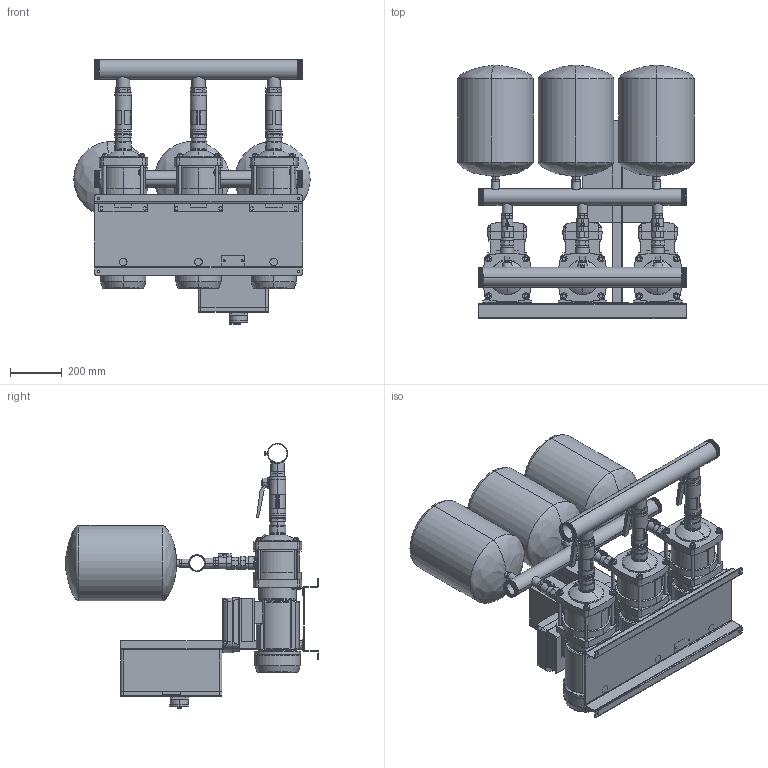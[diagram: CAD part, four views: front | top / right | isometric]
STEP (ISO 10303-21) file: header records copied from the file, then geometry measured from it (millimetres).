
FILE_DESCRIPTION (( 'STEP AP214' ), '1' );
FILE_NAME ('3EH_20-3_TE_ZB00064937.STEP', '2022-07-17T15:52:33', ( '' ), ( '' ), 'SwSTEP 2.0', 'SolidWorks 2020', '' );
FILE_SCHEMA (( 'AUTOMOTIVE_DESIGN' ));
Length unit declared in the file: millimetre
Products named in the file (1): 3EH_20-3_TE_ZB00064937
Bounding box: 909.76 x 975 x 1020 mm (x, y, z)
Volume: 119803508.5 mm3; surface area: 7251620.7 mm2
Topology: 99 solids, 100 shells, 2627 faces, 6317 edges, 4071 vertices
Faces by surface type: plane 1208, cylinder 1100, cone 179, bspline 66, torus 60, sphere 14
Entity records: 129451 total; most frequent: CARTESIAN_POINT 38425, DIRECTION 12632, ORIENTED_EDGE 12618, EDGE_CURVE 6309, AXIS2_PLACEMENT_3D 4680, VERTEX_POINT 4071, VECTOR 3272, LINE 3272
